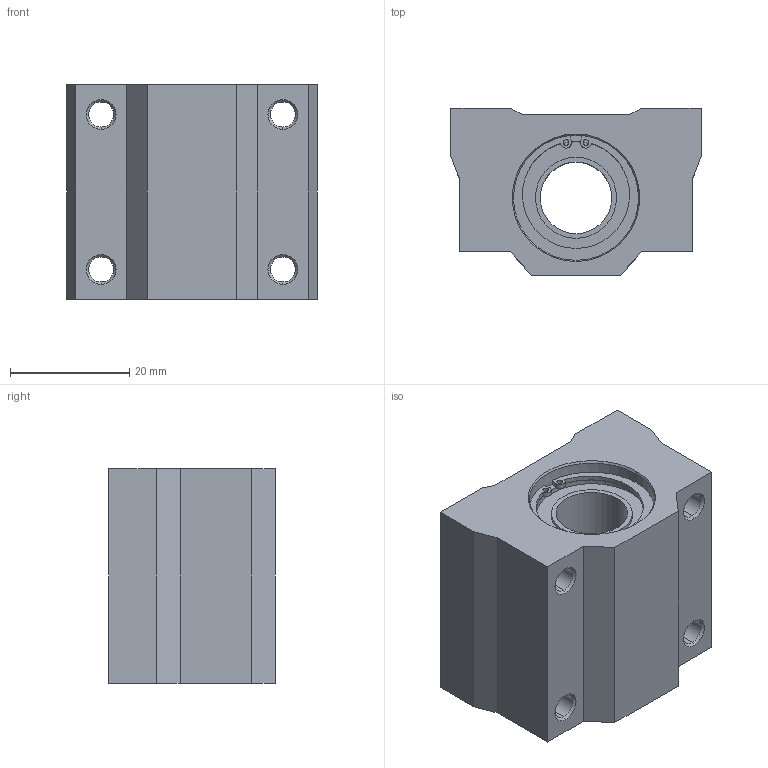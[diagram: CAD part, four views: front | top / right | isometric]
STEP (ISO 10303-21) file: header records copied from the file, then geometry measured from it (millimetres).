
FILE_DESCRIPTION (( 'STEP AP214' ), '1' );
FILE_NAME ('SC12UU.STEP', '2016-05-16T21:41:23', ( 'Arch Stanton' ), ( '' ), 'SwSTEP 2.0', 'SolidWorks 2015', '' );
FILE_SCHEMA (( 'AUTOMOTIVE_DESIGN' ));
Length unit declared in the file: millimetre
Products named in the file (1): SC12UU
Bounding box: 42 x 28 x 36 mm (x, y, z)
Volume: 29554 mm3; surface area: 9633.5 mm2
Topology: 1 solids, 1 shells, 110 faces, 280 edges, 176 vertices
Faces by surface type: cylinder 50, plane 48, cone 12
Entity records: 3698 total; most frequent: DIRECTION 658, CARTESIAN_POINT 567, ORIENTED_EDGE 560, EDGE_CURVE 280, AXIS2_PLACEMENT_3D 267, VERTEX_POINT 176, CIRCLE 156, EDGE_LOOP 132
